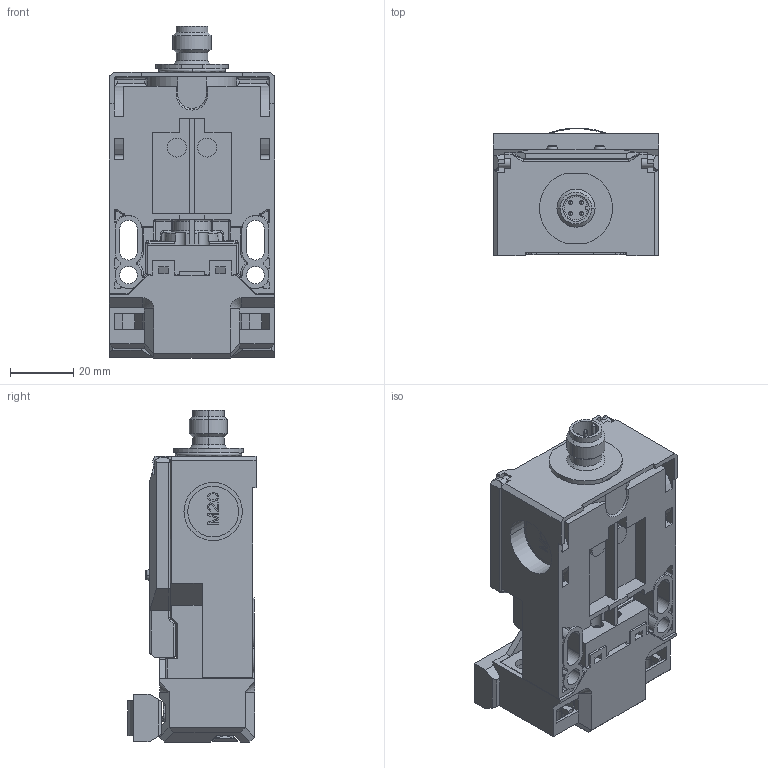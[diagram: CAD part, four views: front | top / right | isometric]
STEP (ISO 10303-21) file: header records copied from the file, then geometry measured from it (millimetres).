
FILE_DESCRIPTION((''),'2;1');
FILE_NAME('6073205028_SW0001','2010-07-05T',('T.Romberg'),(''),'PRO/ENGINEER BY PARAMETRIC TECHNOLOGY CORPORATION, 2005070','PRO/ENGINEER BY PARAMETRIC TECHNOLOGY CORPORATION, 2005070','');
FILE_SCHEMA(('AUTOMOTIVE_DESIGN_CC2 { 1 2 10303 214 -1 1 5 2 }'));
Products named in the file (1): 6073205028_SW0001
Bounding box: 52 x 40.33 x 104.6 mm (x, y, z)
Surface area: 47782.2 mm2 (no closed solid volume)
Topology: 0 solids, 27 shells, 1414 faces, 4514 edges, 3054 vertices
Faces by surface type: plane 815, cylinder 419, torus 67, sphere 52, cone 33, bspline 26, revolution 2
Entity records: 72833 total; most frequent: CARTESIAN_POINT 11081, DIRECTION 8130, ORIENTED_EDGE 7943, PRESENTATION_STYLE_ASSIGNMENT 5717, STYLED_ITEM 4521, CURVE_STYLE 4502, EDGE_CURVE 4500, VECTOR 3226
